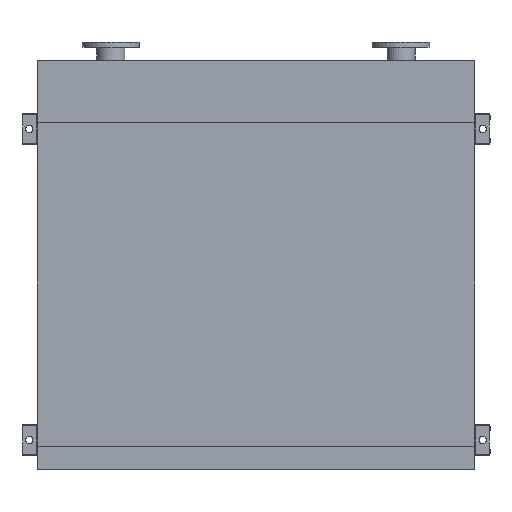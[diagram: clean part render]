
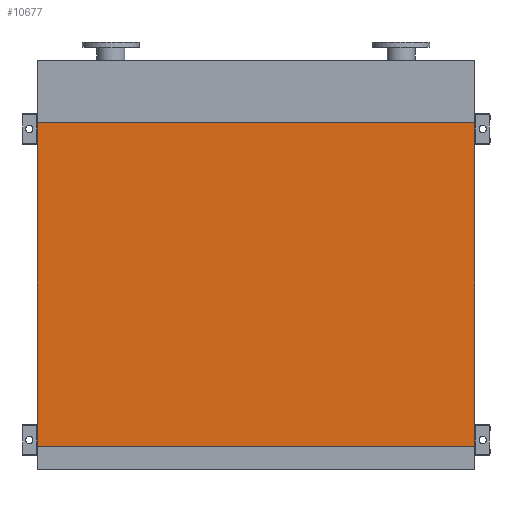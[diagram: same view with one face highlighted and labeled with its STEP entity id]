
A CAD part, front view. The second image highlights one B-rep face of the part: STEP entity #10677.
In plain terms, the highlighted planar face has unit normal (0, -1, 0).
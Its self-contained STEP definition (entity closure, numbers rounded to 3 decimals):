
#264 = VERTEX_POINT ( 'NONE', #1782 ) ;
#793 = PLANE ( 'NONE',  #6672 ) ;
#1071 = LINE ( 'NONE', #6592, #11814 ) ;
#1782 = CARTESIAN_POINT ( 'NONE',  ( 845., 0., 0. ) ) ;
#2037 = CARTESIAN_POINT ( 'NONE',  ( -845., 0., -1250. ) ) ;
#2096 = VERTEX_POINT ( 'NONE', #2333 ) ;
#2333 = CARTESIAN_POINT ( 'NONE',  ( 845., 0., -1250. ) ) ;
#2982 = VERTEX_POINT ( 'NONE', #10856 ) ;
#3612 = CARTESIAN_POINT ( 'NONE',  ( 845., 0., -1250. ) ) ;
#4992 = EDGE_CURVE ( 'NONE', #12332, #2982, #1071, .T. ) ;
#5128 = DIRECTION ( 'NONE',  ( 0., 0., 1. ) ) ;
#5187 = VECTOR ( 'NONE', #12977, 1000. ) ;
#5308 = EDGE_CURVE ( 'NONE', #2096, #264, #9679, .T. ) ;
#5336 = EDGE_CURVE ( 'NONE', #2982, #264, #8881, .T. ) ;
#5338 = EDGE_CURVE ( 'NONE', #12332, #2096, #5662, .T. ) ;
#5532 = FACE_OUTER_BOUND ( 'NONE', #6768, .T. ) ;
#5662 = LINE ( 'NONE', #2037, #12168 ) ;
#6592 = CARTESIAN_POINT ( 'NONE',  ( -845., 0., -1250. ) ) ;
#6643 = DIRECTION ( 'NONE',  ( 1., 0., 0. ) ) ;
#6672 = AXIS2_PLACEMENT_3D ( 'NONE', #9522, #6913, #15666 ) ;
#6768 = EDGE_LOOP ( 'NONE', ( #12699, #16703, #7183, #8041 ) ) ;
#6913 = DIRECTION ( 'NONE',  ( 0., -1., 0. ) ) ;
#7183 = ORIENTED_EDGE ( 'NONE', *, *, #5338, .T. ) ;
#8041 = ORIENTED_EDGE ( 'NONE', *, *, #5308, .T. ) ;
#8881 = LINE ( 'NONE', #14177, #5187 ) ;
#9276 = VECTOR ( 'NONE', #5128, 1000. ) ;
#9522 = CARTESIAN_POINT ( 'NONE',  ( -845., 0., -1250. ) ) ;
#9679 = LINE ( 'NONE', #3612, #9276 ) ;
#10677 = ADVANCED_FACE ( 'NONE', ( #5532 ), #793, .T. ) ;
#10856 = CARTESIAN_POINT ( 'NONE',  ( -845., 0., 0. ) ) ;
#11814 = VECTOR ( 'NONE', #16595, 1000. ) ;
#12168 = VECTOR ( 'NONE', #6643, 1000. ) ;
#12332 = VERTEX_POINT ( 'NONE', #17287 ) ;
#12699 = ORIENTED_EDGE ( 'NONE', *, *, #5336, .F. ) ;
#12977 = DIRECTION ( 'NONE',  ( 1., 0., 0. ) ) ;
#14177 = CARTESIAN_POINT ( 'NONE',  ( -845., 0., 0. ) ) ;
#15666 = DIRECTION ( 'NONE',  ( 0., 0., -1. ) ) ;
#16595 = DIRECTION ( 'NONE',  ( 0., 0., 1. ) ) ;
#16703 = ORIENTED_EDGE ( 'NONE', *, *, #4992, .F. ) ;
#17287 = CARTESIAN_POINT ( 'NONE',  ( -845., 0., -1250. ) ) ;
